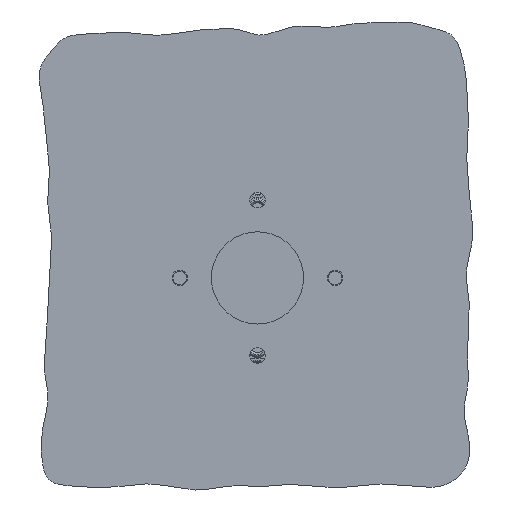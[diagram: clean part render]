
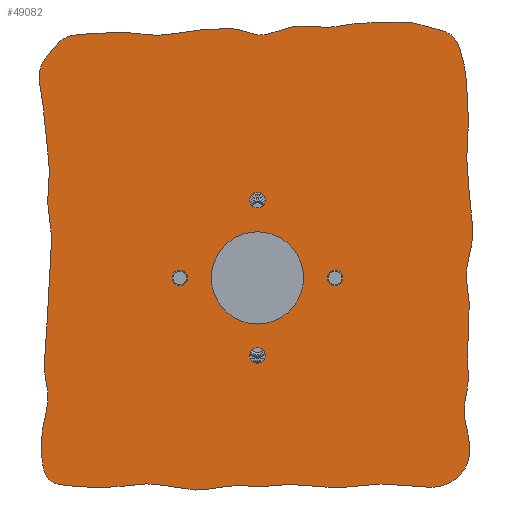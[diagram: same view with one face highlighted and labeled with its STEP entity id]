
A CAD part, front view. The second image highlights one B-rep face of the part: STEP entity #49082.
In plain terms, the highlighted planar face has unit normal (0, -1, 0).
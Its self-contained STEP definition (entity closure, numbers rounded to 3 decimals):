
#17820=CARTESIAN_POINT('',(-43.,-4.8,-41.48));
#17821=CARTESIAN_POINT('',(-43.897,-4.8,-40.543));
#17822=CARTESIAN_POINT('',(-44.665,-4.8,-36.398));
#17823=CARTESIAN_POINT('',(-44.513,-4.8,-30.827));
#17824=CARTESIAN_POINT('',(-42.546,-4.8,-24.78));
#17825=CARTESIAN_POINT('',(-44.346,-4.8,-18.847));
#17826=CARTESIAN_POINT('',(-43.234,-4.8,-12.772));
#17827=CARTESIAN_POINT('',(-43.296,-4.8,-6.334));
#17828=CARTESIAN_POINT('',(-43.104,-4.8,0.96));
#17829=CARTESIAN_POINT('',(-41.832,-4.8,8.06));
#17830=CARTESIAN_POINT('',(-43.677,-4.8,15.222));
#17831=CARTESIAN_POINT('',(-42.416,-4.8,21.884));
#17832=CARTESIAN_POINT('',(-43.658,-4.8,28.703));
#17833=CARTESIAN_POINT('',(-43.868,-4.8,35.91));
#17834=CARTESIAN_POINT('',(-46.057,-4.8,42.942));
#17835=CARTESIAN_POINT('',(-42.356,-4.8,46.788));
#17836=CARTESIAN_POINT('',(-39.236,-4.8,50.549));
#17837=CARTESIAN_POINT('',(-33.363,-4.8,49.972));
#17838=CARTESIAN_POINT('',(-27.011,-4.8,51.022));
#17839=CARTESIAN_POINT('',(-21.209,-4.8,49.544));
#17840=CARTESIAN_POINT('',(-14.932,-4.8,50.766));
#17841=CARTESIAN_POINT('',(-9.151,-4.8,51.409));
#17842=CARTESIAN_POINT('',(-3.848,-4.8,51.498));
#17843=CARTESIAN_POINT('',(1.256,-4.8,49.065));
#17844=CARTESIAN_POINT('',(7.235,-4.8,52.803));
#17845=CARTESIAN_POINT('',(14.245,-4.8,51.005));
#17846=CARTESIAN_POINT('',(20.756,-4.8,52.866));
#17847=CARTESIAN_POINT('',(26.337,-4.8,52.26));
#17848=CARTESIAN_POINT('',(31.235,-4.8,53.023));
#17849=CARTESIAN_POINT('',(35.452,-4.8,51.381));
#17850=CARTESIAN_POINT('',(39.526,-4.8,50.932));
#17851=CARTESIAN_POINT('',(40.893,-4.8,48.996));
#17852=CARTESIAN_POINT('',(41.142,-4.8,48.531));
#17854=CARTESIAN_POINT('',(41.142,-4.8,48.531));
#17855=CARTESIAN_POINT('',(41.574,-4.8,47.724));
#17856=CARTESIAN_POINT('',(42.7,-4.8,44.053));
#17857=CARTESIAN_POINT('',(43.304,-4.8,38.944));
#17858=CARTESIAN_POINT('',(43.606,-4.8,32.29));
#17859=CARTESIAN_POINT('',(42.823,-4.8,24.99));
#17860=CARTESIAN_POINT('',(43.662,-4.8,16.614));
#17861=CARTESIAN_POINT('',(44.99,-4.8,7.828));
#17862=CARTESIAN_POINT('',(42.419,-4.8,1.274));
#17863=CARTESIAN_POINT('',(43.807,-4.8,-4.339));
#17864=CARTESIAN_POINT('',(43.527,-4.8,-9.298));
#17865=CARTESIAN_POINT('',(42.99,-4.8,-15.306));
#17866=CARTESIAN_POINT('',(43.913,-4.8,-21.402));
#17867=CARTESIAN_POINT('',(41.874,-4.8,-27.697));
#17868=CARTESIAN_POINT('',(44.045,-4.8,-33.281));
#17869=CARTESIAN_POINT('',(43.552,-4.8,-39.688));
#17870=CARTESIAN_POINT('',(37.871,-4.8,-43.779));
#17871=CARTESIAN_POINT('',(31.515,-4.8,-42.651));
#17872=CARTESIAN_POINT('',(24.758,-4.8,-42.148));
#17873=CARTESIAN_POINT('',(16.752,-4.8,-43.976));
#17874=CARTESIAN_POINT('',(8.28,-4.8,-41.847));
#17875=CARTESIAN_POINT('',(1.104,-4.8,-43.325));
#17876=CARTESIAN_POINT('',(-5.521,-4.8,-42.362));
#17877=CARTESIAN_POINT('',(-12.92,-4.8,-44.716));
#17878=CARTESIAN_POINT('',(-21.79,-4.8,-41.518));
#17879=CARTESIAN_POINT('',(-30.262,-4.8,-43.635));
#17880=CARTESIAN_POINT('',(-36.893,-4.8,-42.884));
#17881=CARTESIAN_POINT('',(-41.805,-4.8,-42.729));
#17882=CARTESIAN_POINT('',(-43.,-4.8,-41.48));
#17884=CARTESIAN_POINT('',(0.,-4.8,0.));
#17885=DIRECTION('',(0.,-1.,0.));
#17886=DIRECTION('',(1.,0.,0.));
#17887=AXIS2_PLACEMENT_3D('',#17884,#17885,#17886);
#17889=CARTESIAN_POINT('',(0.,-4.8,0.));
#17890=DIRECTION('',(0.,-1.,0.));
#17891=DIRECTION('',(-1.,0.,0.));
#17892=AXIS2_PLACEMENT_3D('',#17889,#17890,#17891);
#17894=CARTESIAN_POINT('',(0.,-4.8,16.));
#17895=DIRECTION('',(0.,-1.,0.));
#17896=DIRECTION('',(1.,0.,0.));
#17897=AXIS2_PLACEMENT_3D('',#17894,#17895,#17896);
#17899=CARTESIAN_POINT('',(0.,-4.8,16.));
#17900=DIRECTION('',(0.,-1.,0.));
#17901=DIRECTION('',(-1.,0.,0.));
#17902=AXIS2_PLACEMENT_3D('',#17899,#17900,#17901);
#17904=CARTESIAN_POINT('',(0.,-4.8,-16.));
#17905=DIRECTION('',(0.,-1.,0.));
#17906=DIRECTION('',(1.,0.,0.));
#17907=AXIS2_PLACEMENT_3D('',#17904,#17905,#17906);
#17909=CARTESIAN_POINT('',(0.,-4.8,-16.));
#17910=DIRECTION('',(0.,-1.,0.));
#17911=DIRECTION('',(-1.,0.,0.));
#17912=AXIS2_PLACEMENT_3D('',#17909,#17910,#17911);
#17914=CARTESIAN_POINT('',(16.,-4.8,0.));
#17915=DIRECTION('',(0.,-1.,0.));
#17916=DIRECTION('',(1.,0.,0.));
#17917=AXIS2_PLACEMENT_3D('',#17914,#17915,#17916);
#17919=CARTESIAN_POINT('',(16.,-4.8,0.));
#17920=DIRECTION('',(0.,-1.,0.));
#17921=DIRECTION('',(-1.,0.,0.));
#17922=AXIS2_PLACEMENT_3D('',#17919,#17920,#17921);
#17924=CARTESIAN_POINT('',(-16.,-4.8,0.));
#17925=DIRECTION('',(0.,-1.,0.));
#17926=DIRECTION('',(1.,0.,0.));
#17927=AXIS2_PLACEMENT_3D('',#17924,#17925,#17926);
#17929=CARTESIAN_POINT('',(-16.,-4.8,0.));
#17930=DIRECTION('',(0.,-1.,0.));
#17931=DIRECTION('',(-1.,0.,0.));
#17932=AXIS2_PLACEMENT_3D('',#17929,#17930,#17931);
#29585=VERTEX_POINT('',#17820);
#29586=VERTEX_POINT('',#17852);
#29589=CARTESIAN_POINT('',(9.5,-4.8,0.));
#29590=CARTESIAN_POINT('',(-9.5,-4.8,0.));
#29591=VERTEX_POINT('',#29589);
#29592=VERTEX_POINT('',#29590);
#29593=CARTESIAN_POINT('',(1.6,-4.8,16.));
#29594=CARTESIAN_POINT('',(-1.6,-4.8,16.));
#29595=VERTEX_POINT('',#29593);
#29596=VERTEX_POINT('',#29594);
#29597=CARTESIAN_POINT('',(1.6,-4.8,-16.));
#29598=CARTESIAN_POINT('',(-1.6,-4.8,-16.));
#29599=VERTEX_POINT('',#29597);
#29600=VERTEX_POINT('',#29598);
#29613=CARTESIAN_POINT('',(17.6,-4.8,0.));
#29614=CARTESIAN_POINT('',(14.4,-4.8,0.));
#29615=VERTEX_POINT('',#29613);
#29616=VERTEX_POINT('',#29614);
#29617=CARTESIAN_POINT('',(-14.4,-4.8,0.));
#29618=CARTESIAN_POINT('',(-17.6,-4.8,0.));
#29619=VERTEX_POINT('',#29617);
#29620=VERTEX_POINT('',#29618);
#49042=CARTESIAN_POINT('',(0.,-4.8,0.));
#49043=DIRECTION('',(0.,1.,0.));
#49044=DIRECTION('',(1.,0.,0.));
#49045=AXIS2_PLACEMENT_3D('',#49042,#49043,#49044);
#49046=PLANE('',#49045);
#49047=ORIENTED_EDGE('',*,*,#49032,.T.);
#49049=ORIENTED_EDGE('',*,*,#49048,.T.);
#49050=EDGE_LOOP('',(#49047,#49049));
#49051=FACE_OUTER_BOUND('',#49050,.F.);
#49053=ORIENTED_EDGE('',*,*,#49052,.T.);
#49055=ORIENTED_EDGE('',*,*,#49054,.T.);
#49056=EDGE_LOOP('',(#49053,#49055));
#49057=FACE_BOUND('',#49056,.F.);
#49059=ORIENTED_EDGE('',*,*,#49058,.T.);
#49061=ORIENTED_EDGE('',*,*,#49060,.T.);
#49062=EDGE_LOOP('',(#49059,#49061));
#49063=FACE_BOUND('',#49062,.F.);
#49065=ORIENTED_EDGE('',*,*,#49064,.T.);
#49067=ORIENTED_EDGE('',*,*,#49066,.T.);
#49068=EDGE_LOOP('',(#49065,#49067));
#49069=FACE_BOUND('',#49068,.F.);
#49071=ORIENTED_EDGE('',*,*,#49070,.T.);
#49073=ORIENTED_EDGE('',*,*,#49072,.T.);
#49074=EDGE_LOOP('',(#49071,#49073));
#49075=FACE_BOUND('',#49074,.F.);
#49077=ORIENTED_EDGE('',*,*,#49076,.T.);
#49079=ORIENTED_EDGE('',*,*,#49078,.T.);
#49080=EDGE_LOOP('',(#49077,#49079));
#49081=FACE_BOUND('',#49080,.F.);
#17853=B_SPLINE_CURVE_WITH_KNOTS('',3,(#17820,#17821,#17822,#17823,#17824,
#17825,#17826,#17827,#17828,#17829,#17830,#17831,#17832,#17833,#17834,#17835,
#17836,#17837,#17838,#17839,#17840,#17841,#17842,#17843,#17844,#17845,#17846,
#17847,#17848,#17849,#17850,#17851,#17852),.UNSPECIFIED.,.F.,.F.,(4,1,1,1,1,1,1,
1,1,1,1,1,1,1,1,1,1,1,1,1,1,1,1,1,1,1,1,1,1,1,4),(0.,0.024,
0.063,0.099,0.128,0.165,
0.203,0.238,0.29,0.324,
0.362,0.404,0.44,0.488,
0.513,0.526,0.57,0.601,
0.638,0.669,0.709,0.738,
0.758,0.8,0.843,0.876,
0.913,0.938,0.958,0.991,1.),
.UNSPECIFIED.);
#17883=B_SPLINE_CURVE_WITH_KNOTS('',3,(#17854,#17855,#17856,#17857,#17858,
#17859,#17860,#17861,#17862,#17863,#17864,#17865,#17866,#17867,#17868,#17869,
#17870,#17871,#17872,#17873,#17874,#17875,#17876,#17877,#17878,#17879,#17880,
#17881,#17882),.UNSPECIFIED.,.F.,.F.,(4,1,1,1,1,1,1,1,1,1,1,1,1,1,1,1,1,1,1,1,1,
1,1,1,1,1,4),(0.,0.016,0.061,0.091,
0.128,0.186,0.234,0.278,
0.3,0.331,0.362,0.403,
0.435,0.47,0.502,0.537,
0.574,0.608,0.653,0.712,
0.753,0.776,0.825,0.88,
0.93,0.968,1.),.UNSPECIFIED.);
#17888=CIRCLE('',#17887,9.5);
#17893=CIRCLE('',#17892,9.5);
#17898=CIRCLE('',#17897,1.6);
#17903=CIRCLE('',#17902,1.6);
#17908=CIRCLE('',#17907,1.6);
#17913=CIRCLE('',#17912,1.6);
#17918=CIRCLE('',#17917,1.6);
#17923=CIRCLE('',#17922,1.6);
#17928=CIRCLE('',#17927,1.6);
#17933=CIRCLE('',#17932,1.6);
#49032=EDGE_CURVE('',#29585,#29586,#17853,.T.);
#49048=EDGE_CURVE('',#29586,#29585,#17883,.T.);
#49052=EDGE_CURVE('',#29591,#29592,#17888,.T.);
#49054=EDGE_CURVE('',#29592,#29591,#17893,.T.);
#49058=EDGE_CURVE('',#29595,#29596,#17898,.T.);
#49060=EDGE_CURVE('',#29596,#29595,#17903,.T.);
#49064=EDGE_CURVE('',#29599,#29600,#17908,.T.);
#49066=EDGE_CURVE('',#29600,#29599,#17913,.T.);
#49070=EDGE_CURVE('',#29615,#29616,#17918,.T.);
#49072=EDGE_CURVE('',#29616,#29615,#17923,.T.);
#49076=EDGE_CURVE('',#29619,#29620,#17928,.T.);
#49078=EDGE_CURVE('',#29620,#29619,#17933,.T.);
#49082=ADVANCED_FACE('',(#49051,#49057,#49063,#49069,#49075,#49081),#49046,.F.);
